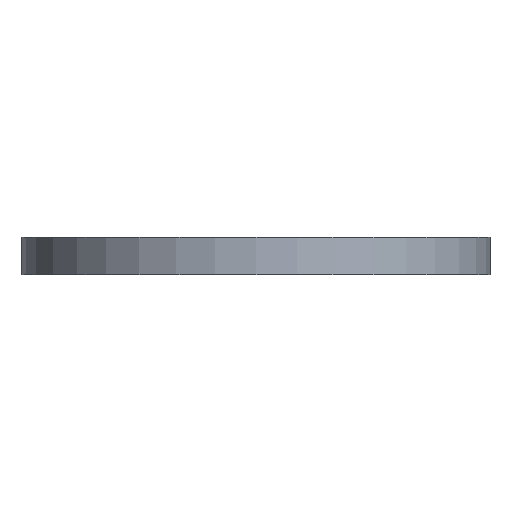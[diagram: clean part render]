
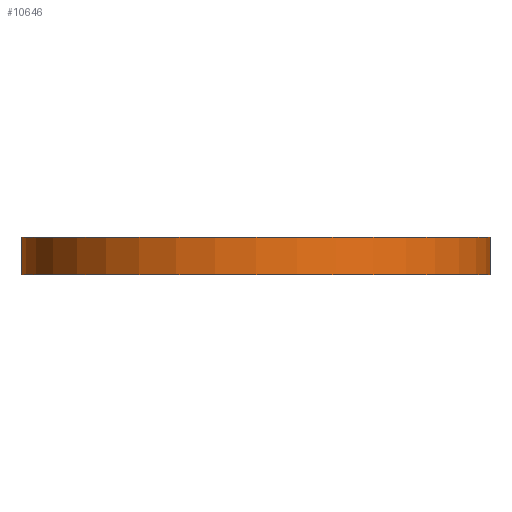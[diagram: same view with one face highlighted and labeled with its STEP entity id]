
A CAD part, front view. The second image highlights one B-rep face of the part: STEP entity #10646.
In plain terms, the highlighted cylindrical face has radius 25.007 mm (diameter 50.014 mm), a full revolution.
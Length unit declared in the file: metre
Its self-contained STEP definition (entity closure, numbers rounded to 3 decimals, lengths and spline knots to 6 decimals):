
#667=CIRCLE('',#11879,0.025007);
#669=CIRCLE('',#11882,0.025007);
#706=CYLINDRICAL_SURFACE('',#11886,0.025007);
#5979=ORIENTED_EDGE('',*,*,#7436,.F.);
#5980=ORIENTED_EDGE('',*,*,#7465,.T.);
#7436=EDGE_CURVE('',#8429,#8429,#667,.T.);
#7465=EDGE_CURVE('',#8458,#8458,#669,.T.);
#8429=VERTEX_POINT('',#25924);
#8458=VERTEX_POINT('',#26118);
#9289=EDGE_LOOP('',(#5979));
#9290=EDGE_LOOP('',(#5980));
#9981=FACE_BOUND('',#9289,.T.);
#9982=FACE_BOUND('',#9290,.T.);
#10646=ADVANCED_FACE('',(#9981,#9982),#706,.T.);
#11879=AXIS2_PLACEMENT_3D('',#25923,#14312,#14313);
#11882=AXIS2_PLACEMENT_3D('',#26117,#14344,#14345);
#11886=AXIS2_PLACEMENT_3D('',#26141,#14363,#14364);
#14312=DIRECTION('',(0.,0.,1.));
#14313=DIRECTION('',(1.,0.,0.));
#14344=DIRECTION('',(0.,0.,1.));
#14345=DIRECTION('',(1.,0.,0.));
#14363=DIRECTION('',(0.,0.,-1.));
#14364=DIRECTION('',(-1.,0.,0.));
#25923=CARTESIAN_POINT('',(0.025003,0.025,0.004));
#25924=CARTESIAN_POINT('',(0.050009,0.025,0.004));
#26117=CARTESIAN_POINT('',(0.025003,0.025,0.));
#26118=CARTESIAN_POINT('',(0.050009,0.025,0.));
#26141=CARTESIAN_POINT('',(0.025003,0.025,0.004));
